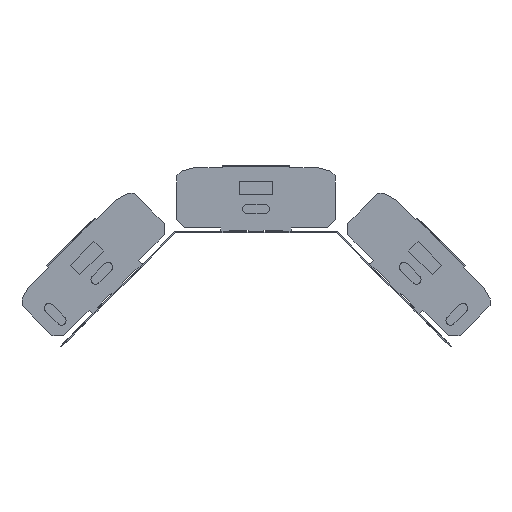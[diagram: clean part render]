
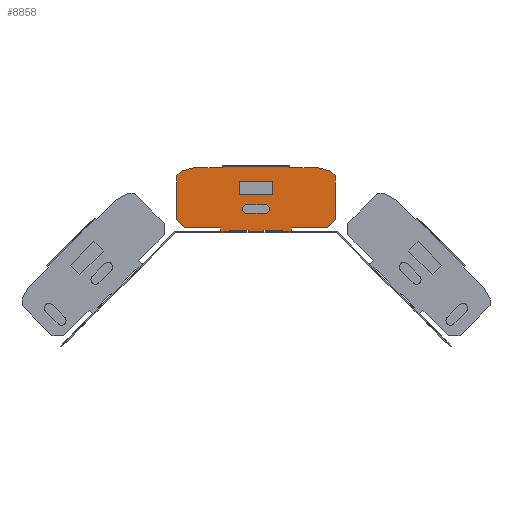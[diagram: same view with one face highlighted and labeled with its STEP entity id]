
A CAD part, left-side view. The second image highlights one B-rep face of the part: STEP entity #8858.
In plain terms, the highlighted planar face has unit normal (-1, 0, 0).
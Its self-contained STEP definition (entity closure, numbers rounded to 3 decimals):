
#164=FACE_OUTER_BOUND('',#526,.T.);
#526=EDGE_LOOP('',(#7039,#7040,#7041,#7042,#7043,#7044,#7045,#7046,#7047,
#7048,#7049,#7050,#7051,#7052,#7053,#7054,#7055,#7056,#7057,#7058,#7059,
#7060,#7061,#7062,#7063,#7064));
#1264=LINE('',#12667,#2584);
#1268=LINE('',#12675,#2588);
#1272=LINE('',#12683,#2592);
#1661=LINE('',#13361,#2981);
#1665=LINE('',#13368,#2985);
#1668=LINE('',#13374,#2988);
#1724=LINE('',#13479,#3044);
#1725=LINE('',#13481,#3045);
#1726=LINE('',#13483,#3046);
#1727=LINE('',#13485,#3047);
#1728=LINE('',#13487,#3048);
#1729=LINE('',#13489,#3049);
#1730=LINE('',#13491,#3050);
#1731=LINE('',#13493,#3051);
#1732=LINE('',#13494,#3052);
#1733=LINE('',#13496,#3053);
#1734=LINE('',#13497,#3054);
#1735=LINE('',#13499,#3055);
#1736=LINE('',#13500,#3056);
#1737=LINE('',#13502,#3057);
#1738=LINE('',#13504,#3058);
#1739=LINE('',#13506,#3059);
#1740=LINE('',#13508,#3060);
#1741=LINE('',#13510,#3061);
#1742=LINE('',#13512,#3062);
#1743=LINE('',#13513,#3063);
#2584=VECTOR('',#10127,1.);
#2588=VECTOR('',#10131,1.);
#2592=VECTOR('',#10135,1.);
#2981=VECTOR('',#10678,1.);
#2985=VECTOR('',#10684,1.);
#2988=VECTOR('',#10689,1.);
#3044=VECTOR('',#10765,1.);
#3045=VECTOR('',#10766,1.);
#3046=VECTOR('',#10767,1.);
#3047=VECTOR('',#10768,1.);
#3048=VECTOR('',#10769,1.);
#3049=VECTOR('',#10770,1.);
#3050=VECTOR('',#10771,1.);
#3051=VECTOR('',#10772,1.);
#3052=VECTOR('',#10773,1.);
#3053=VECTOR('',#10774,1.);
#3054=VECTOR('',#10775,1.);
#3055=VECTOR('',#10776,1.);
#3056=VECTOR('',#10777,1.);
#3057=VECTOR('',#10778,1.);
#3058=VECTOR('',#10779,1.);
#3059=VECTOR('',#10780,1.);
#3060=VECTOR('',#10781,1.);
#3061=VECTOR('',#10782,1.);
#3062=VECTOR('',#10783,1.);
#3063=VECTOR('',#10784,1.);
#3909=VERTEX_POINT('',#12664);
#3910=VERTEX_POINT('',#12666);
#3913=VERTEX_POINT('',#12672);
#3914=VERTEX_POINT('',#12674);
#3917=VERTEX_POINT('',#12680);
#3918=VERTEX_POINT('',#12682);
#4130=VERTEX_POINT('',#13360);
#4132=VERTEX_POINT('',#13367);
#4134=VERTEX_POINT('',#13373);
#4172=VERTEX_POINT('',#13477);
#4173=VERTEX_POINT('',#13478);
#4174=VERTEX_POINT('',#13480);
#4175=VERTEX_POINT('',#13482);
#4176=VERTEX_POINT('',#13484);
#4177=VERTEX_POINT('',#13486);
#4178=VERTEX_POINT('',#13488);
#4179=VERTEX_POINT('',#13490);
#4180=VERTEX_POINT('',#13492);
#4181=VERTEX_POINT('',#13495);
#4182=VERTEX_POINT('',#13498);
#4183=VERTEX_POINT('',#13501);
#4184=VERTEX_POINT('',#13503);
#4185=VERTEX_POINT('',#13505);
#4186=VERTEX_POINT('',#13507);
#4187=VERTEX_POINT('',#13509);
#4188=VERTEX_POINT('',#13511);
#4888=EDGE_CURVE('',#3909,#3910,#1264,.T.);
#4892=EDGE_CURVE('',#3913,#3914,#1268,.T.);
#4896=EDGE_CURVE('',#3917,#3918,#1272,.T.);
#5285=EDGE_CURVE('',#4130,#3910,#1661,.T.);
#5289=EDGE_CURVE('',#3909,#4132,#1665,.T.);
#5292=EDGE_CURVE('',#3914,#4134,#1668,.T.);
#5348=EDGE_CURVE('',#4172,#4173,#1724,.T.);
#5349=EDGE_CURVE('',#4174,#4173,#1725,.T.);
#5350=EDGE_CURVE('',#4174,#4175,#1726,.T.);
#5351=EDGE_CURVE('',#4175,#4176,#1727,.T.);
#5352=EDGE_CURVE('',#4176,#4177,#1728,.T.);
#5353=EDGE_CURVE('',#4177,#4178,#1729,.T.);
#5354=EDGE_CURVE('',#4178,#4179,#1730,.T.);
#5355=EDGE_CURVE('',#4179,#4180,#1731,.T.);
#5356=EDGE_CURVE('',#3918,#4180,#1732,.T.);
#5357=EDGE_CURVE('',#4181,#3917,#1733,.T.);
#5358=EDGE_CURVE('',#4134,#4181,#1734,.T.);
#5359=EDGE_CURVE('',#3913,#4182,#1735,.T.);
#5360=EDGE_CURVE('',#4130,#4182,#1736,.T.);
#5361=EDGE_CURVE('',#4183,#4132,#1737,.T.);
#5362=EDGE_CURVE('',#4184,#4183,#1738,.T.);
#5363=EDGE_CURVE('',#4185,#4184,#1739,.T.);
#5364=EDGE_CURVE('',#4186,#4185,#1740,.T.);
#5365=EDGE_CURVE('',#4187,#4186,#1741,.T.);
#5366=EDGE_CURVE('',#4187,#4188,#1742,.T.);
#5367=EDGE_CURVE('',#4188,#4172,#1743,.T.);
#7039=ORIENTED_EDGE('',*,*,#5348,.T.);
#7040=ORIENTED_EDGE('',*,*,#5349,.F.);
#7041=ORIENTED_EDGE('',*,*,#5350,.T.);
#7042=ORIENTED_EDGE('',*,*,#5351,.T.);
#7043=ORIENTED_EDGE('',*,*,#5352,.T.);
#7044=ORIENTED_EDGE('',*,*,#5353,.T.);
#7045=ORIENTED_EDGE('',*,*,#5354,.T.);
#7046=ORIENTED_EDGE('',*,*,#5355,.T.);
#7047=ORIENTED_EDGE('',*,*,#5356,.F.);
#7048=ORIENTED_EDGE('',*,*,#4896,.F.);
#7049=ORIENTED_EDGE('',*,*,#5357,.F.);
#7050=ORIENTED_EDGE('',*,*,#5358,.F.);
#7051=ORIENTED_EDGE('',*,*,#5292,.F.);
#7052=ORIENTED_EDGE('',*,*,#4892,.F.);
#7053=ORIENTED_EDGE('',*,*,#5359,.T.);
#7054=ORIENTED_EDGE('',*,*,#5360,.F.);
#7055=ORIENTED_EDGE('',*,*,#5285,.T.);
#7056=ORIENTED_EDGE('',*,*,#4888,.F.);
#7057=ORIENTED_EDGE('',*,*,#5289,.T.);
#7058=ORIENTED_EDGE('',*,*,#5361,.F.);
#7059=ORIENTED_EDGE('',*,*,#5362,.F.);
#7060=ORIENTED_EDGE('',*,*,#5363,.F.);
#7061=ORIENTED_EDGE('',*,*,#5364,.F.);
#7062=ORIENTED_EDGE('',*,*,#5365,.F.);
#7063=ORIENTED_EDGE('',*,*,#5366,.T.);
#7064=ORIENTED_EDGE('',*,*,#5367,.T.);
#8496=PLANE('',#9317);
#8858=ADVANCED_FACE('',(#164),#8496,.F.);
#9317=AXIS2_PLACEMENT_3D('',#13476,#10763,#10764);
#10127=DIRECTION('',(0.,1.,0.));
#10131=DIRECTION('',(0.,1.,0.));
#10135=DIRECTION('',(0.,1.,0.));
#10678=DIRECTION('',(0.,0.,-1.));
#10684=DIRECTION('',(0.,0.,1.));
#10689=DIRECTION('',(0.,0.,1.));
#10763=DIRECTION('center_axis',(1.,0.,0.));
#10764=DIRECTION('ref_axis',(0.,1.,0.));
#10765=DIRECTION('',(0.,1.,0.));
#10766=DIRECTION('',(0.,0.,1.));
#10767=DIRECTION('',(0.,1.,0.));
#10768=DIRECTION('',(0.,0.966,-0.259));
#10769=DIRECTION('',(0.,0.707,-0.707));
#10770=DIRECTION('',(0.,0.,-1.));
#10771=DIRECTION('',(0.,-0.707,-0.707));
#10772=DIRECTION('',(0.,-1.,0.));
#10773=DIRECTION('',(0.,0.,1.));
#10774=DIRECTION('',(0.,0.,-1.));
#10775=DIRECTION('',(0.,1.,0.));
#10776=DIRECTION('',(0.,0.,1.));
#10777=DIRECTION('',(0.,1.,0.));
#10778=DIRECTION('',(0.,1.,0.));
#10779=DIRECTION('',(0.,0.707,-0.707));
#10780=DIRECTION('',(0.,0.,-1.));
#10781=DIRECTION('',(0.,-0.707,-0.707));
#10782=DIRECTION('',(0.,-0.966,-0.259));
#10783=DIRECTION('',(0.,1.,0.));
#10784=DIRECTION('',(0.,0.,1.));
#12664=CARTESIAN_POINT('',(3.231,31.375,-3.695));
#12666=CARTESIAN_POINT('',(3.231,37.375,-3.695));
#12667=CARTESIAN_POINT('',(3.231,-14.925,-3.695));
#12672=CARTESIAN_POINT('',(3.231,51.375,-3.695));
#12674=CARTESIAN_POINT('',(3.231,63.175,-3.695));
#12675=CARTESIAN_POINT('',(3.231,-14.925,-3.695));
#12680=CARTESIAN_POINT('',(3.231,77.175,-3.695));
#12682=CARTESIAN_POINT('',(3.231,83.175,-3.695));
#12683=CARTESIAN_POINT('',(3.231,-14.925,-3.695));
#13360=CARTESIAN_POINT('',(3.231,37.375,-1.902));
#13361=CARTESIAN_POINT('',(3.231,37.375,21.249));
#13367=CARTESIAN_POINT('',(3.231,31.375,0.));
#13368=CARTESIAN_POINT('',(3.231,31.375,-0.948));
#13373=CARTESIAN_POINT('',(3.231,63.175,-1.902));
#13374=CARTESIAN_POINT('',(3.231,63.175,21.249));
#13476=CARTESIAN_POINT('Origin',(3.231,32.275,44.4));
#13477=CARTESIAN_POINT('',(3.231,32.275,46.4));
#13478=CARTESIAN_POINT('',(3.231,82.275,46.4));
#13479=CARTESIAN_POINT('',(3.231,44.775,46.4));
#13480=CARTESIAN_POINT('',(3.231,82.275,44.4));
#13481=CARTESIAN_POINT('',(3.231,82.275,44.5));
#13482=CARTESIAN_POINT('',(3.231,103.275,44.4));
#13483=CARTESIAN_POINT('',(3.231,92.775,44.4));
#13484=CARTESIAN_POINT('',(3.231,112.44,41.944));
#13485=CARTESIAN_POINT('',(3.231,107.857,43.172));
#13486=CARTESIAN_POINT('',(3.231,115.975,38.409));
#13487=CARTESIAN_POINT('',(3.231,114.207,40.177));
#13488=CARTESIAN_POINT('',(3.231,115.975,6.));
#13489=CARTESIAN_POINT('',(3.231,115.975,22.204));
#13490=CARTESIAN_POINT('',(3.231,109.975,0.));
#13491=CARTESIAN_POINT('',(3.231,112.975,3.));
#13492=CARTESIAN_POINT('',(3.231,83.175,0.));
#13493=CARTESIAN_POINT('',(3.231,96.575,0.));
#13494=CARTESIAN_POINT('',(3.231,83.175,-0.948));
#13495=CARTESIAN_POINT('',(3.231,77.175,-1.902));
#13496=CARTESIAN_POINT('',(3.231,77.175,21.249));
#13497=CARTESIAN_POINT('',(3.231,38.325,-1.902));
#13498=CARTESIAN_POINT('',(3.231,51.375,-1.902));
#13499=CARTESIAN_POINT('',(3.231,51.375,21.249));
#13500=CARTESIAN_POINT('',(3.231,38.325,-1.902));
#13501=CARTESIAN_POINT('',(3.231,4.575,0.));
#13502=CARTESIAN_POINT('',(3.231,17.975,0.));
#13503=CARTESIAN_POINT('',(3.231,-1.425,6.));
#13504=CARTESIAN_POINT('',(3.231,1.575,3.));
#13505=CARTESIAN_POINT('',(3.231,-1.425,38.409));
#13506=CARTESIAN_POINT('',(3.231,-1.425,22.204));
#13507=CARTESIAN_POINT('',(3.231,2.111,41.944));
#13508=CARTESIAN_POINT('',(3.231,0.343,40.177));
#13509=CARTESIAN_POINT('',(3.231,11.275,44.4));
#13510=CARTESIAN_POINT('',(3.231,6.693,43.172));
#13511=CARTESIAN_POINT('',(3.231,32.275,44.4));
#13512=CARTESIAN_POINT('',(3.231,21.775,44.4));
#13513=CARTESIAN_POINT('',(3.231,32.275,44.5));
